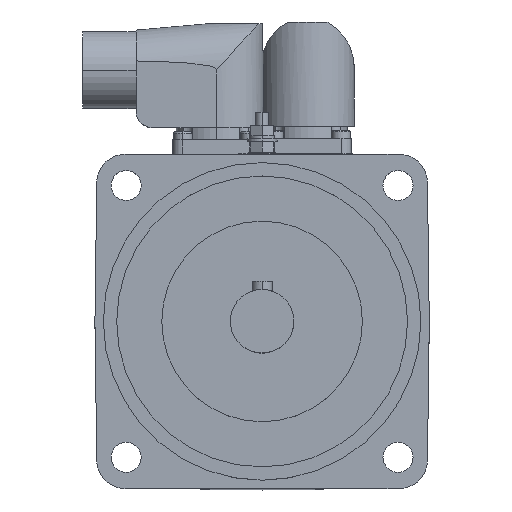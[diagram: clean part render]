
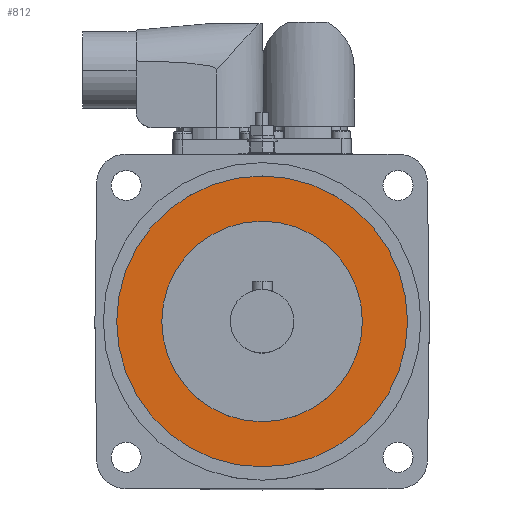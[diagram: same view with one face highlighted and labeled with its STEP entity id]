
A CAD part, top view. The second image highlights one B-rep face of the part: STEP entity #812.
In plain terms, the highlighted planar face has unit normal (0, 0, 1).
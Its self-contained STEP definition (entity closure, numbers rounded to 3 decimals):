
#812=ADVANCED_FACE('NONE',(#1972,#1973),#1974,.T.);
#1972=FACE_OUTER_BOUND('',#3523,.T.);
#1973=FACE_BOUND('',#3524,.T.);
#1974=PLANE('',#3525);
#3523=EDGE_LOOP('',(#6522,#6523));
#3524=EDGE_LOOP('',(#6524,#6525));
#3525=AXIS2_PLACEMENT_3D('',#6526,#6527,#6528);
#6522=ORIENTED_EDGE('',*,*,#10084,.T.);
#6523=ORIENTED_EDGE('',*,*,#9859,.T.);
#6524=ORIENTED_EDGE('',*,*,#9864,.F.);
#6525=ORIENTED_EDGE('',*,*,#10082,.F.);
#6526=CARTESIAN_POINT('',(0.0,43.5,225.0));
#6527=DIRECTION('',(0.0,0.0,1.0));
#6528=DIRECTION('',(1.0,0.0,0.0));
#9859=EDGE_CURVE('NONE',#11728,#11729,#11730,.T.);
#9864=EDGE_CURVE('NONE',#11737,#11738,#11739,.T.);
#10082=EDGE_CURVE('NONE',#11738,#11737,#12064,.T.);
#10084=EDGE_CURVE('NONE',#11729,#11728,#12066,.T.);
#11728=VERTEX_POINT('NONE',#14466);
#11729=VERTEX_POINT('NONE',#14467);
#11730=CIRCLE('',#14468,43.5);
#11737=VERTEX_POINT('NONE',#14477);
#11738=VERTEX_POINT('NONE',#14478);
#11739=CIRCLE('',#14479,30.0);
#12064=CIRCLE('',#14895,30.0);
#12066=CIRCLE('',#14897,43.5);
#14466=CARTESIAN_POINT('',(-43.5,0.,225.0));
#14467=CARTESIAN_POINT('',(43.5,0.0,225.0));
#14468=AXIS2_PLACEMENT_3D('',#18134,#18135,#18136);
#14477=CARTESIAN_POINT('',(30.0,0.0,225.0));
#14478=CARTESIAN_POINT('',(-30.0,0.,225.0));
#14479=AXIS2_PLACEMENT_3D('',#18142,#18143,#18144);
#14895=AXIS2_PLACEMENT_3D('',#18449,#18450,#18451);
#14897=AXIS2_PLACEMENT_3D('',#18452,#18453,#18454);
#18134=CARTESIAN_POINT('',(0.0,0.0,225.0));
#18135=DIRECTION('',(0.0,0.0,1.0));
#18136=DIRECTION('',(1.0,0.0,0.0));
#18142=CARTESIAN_POINT('',(0.0,0.0,225.0));
#18143=DIRECTION('',(0.0,0.0,1.0));
#18144=DIRECTION('',(1.0,0.0,0.0));
#18449=CARTESIAN_POINT('',(0.0,0.0,225.0));
#18450=DIRECTION('',(0.0,0.0,1.0));
#18451=DIRECTION('',(1.0,0.0,0.0));
#18452=CARTESIAN_POINT('',(0.0,0.0,225.0));
#18453=DIRECTION('',(0.0,0.0,1.0));
#18454=DIRECTION('',(1.0,0.0,0.0));
